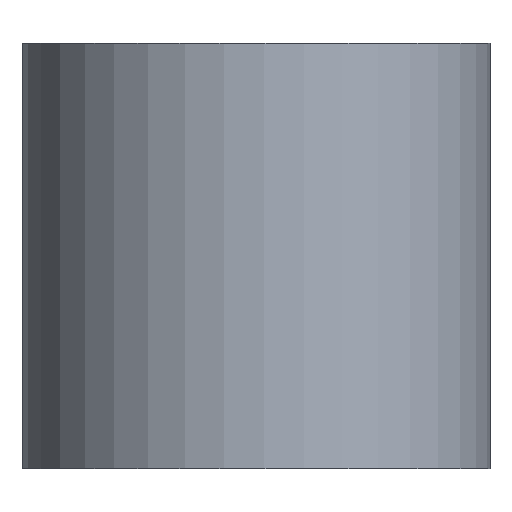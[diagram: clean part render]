
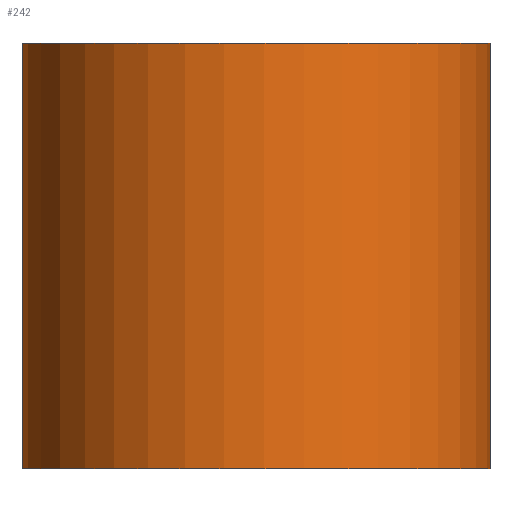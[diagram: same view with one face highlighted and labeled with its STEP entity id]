
A CAD part, left-side view. The second image highlights one B-rep face of the part: STEP entity #242.
In plain terms, the highlighted cylindrical face has radius 13 mm (diameter 26 mm), a partial arc.
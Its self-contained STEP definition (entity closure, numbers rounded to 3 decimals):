
#143=CARTESIAN_POINT('',(314.657,1508.476,-23.416));
#144=VERTEX_POINT('',#143);
#192=CARTESIAN_POINT('',(318.132,1534.003,-23.416));
#193=VERTEX_POINT('',#192);
#201=CARTESIAN_POINT('',(314.657,1521.476,-23.416));
#202=DIRECTION('',(-0.,0.,1.));
#203=DIRECTION('',(-1.,0.,-0.));
#204=AXIS2_PLACEMENT_3D('',#201,#202,#203);
#205=CIRCLE('',#204,13.);
#206=EDGE_CURVE('',#193,#144,#205,.T.);
#211=CARTESIAN_POINT('',(314.657,1521.476,-43.416));
#212=DIRECTION('',(-0.,0.,1.));
#213=DIRECTION('',(0.,-1.,0.));
#214=AXIS2_PLACEMENT_3D('',#211,#212,#213);
#215=CYLINDRICAL_SURFACE('',#214,13.);
#216=CARTESIAN_POINT('',(318.132,1534.003,-47.016));
#217=VERTEX_POINT('',#216);
#218=CARTESIAN_POINT('',(318.132,1534.003,-23.416));
#219=DIRECTION('',(0.,-0.,-1.));
#220=VECTOR('',#219,23.6);
#221=LINE('',#218,#220);
#222=EDGE_CURVE('',#193,#217,#221,.T.);
#223=ORIENTED_EDGE('',*,*,#222,.T.);
#224=CARTESIAN_POINT('',(314.657,1508.476,-47.016));
#225=VERTEX_POINT('',#224);
#226=CARTESIAN_POINT('',(314.657,1521.476,-47.016));
#227=DIRECTION('',(-0.,0.,1.));
#228=DIRECTION('',(-1.,0.,-0.));
#229=AXIS2_PLACEMENT_3D('',#226,#227,#228);
#230=CIRCLE('',#229,13.);
#231=EDGE_CURVE('',#217,#225,#230,.T.);
#232=ORIENTED_EDGE('',*,*,#231,.T.);
#233=CARTESIAN_POINT('',(314.657,1508.476,-47.016));
#234=DIRECTION('',(-0.,0.,1.));
#235=VECTOR('',#234,23.6);
#236=LINE('',#233,#235);
#237=EDGE_CURVE('',#225,#144,#236,.T.);
#238=ORIENTED_EDGE('',*,*,#237,.T.);
#239=ORIENTED_EDGE('',*,*,#206,.F.);
#240=EDGE_LOOP('',(#223,#232,#238,#239));
#241=FACE_BOUND('',#240,.T.);
#242=ADVANCED_FACE('',(#241),#215,.T.);
